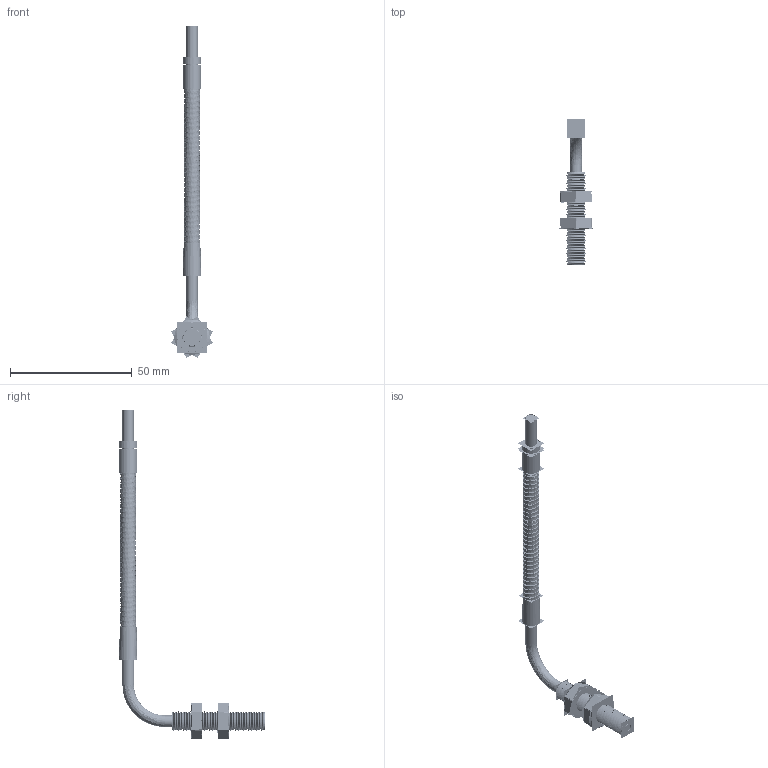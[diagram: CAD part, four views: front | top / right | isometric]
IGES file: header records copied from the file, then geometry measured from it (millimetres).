
Start section:  PTC IGES file: 161907.igs
Global section: file name: 161907.igs; native system: Creo Parametric by Parametric Technology Corporation; preprocessor: 2013230; author: pdmadmin; organization: Unknown; date: 20160209.163223; units: inch
Bounding box: 17.08 x 60.12 x 136.32 mm (x, y, z)
Volume: 3674.7 mm3; surface area: 46244.9 mm2
Topology: 7 solids, 7 shells, 940 faces, 4504 edges, 5694 vertices
Faces by surface type: revolution 660, bspline 280
